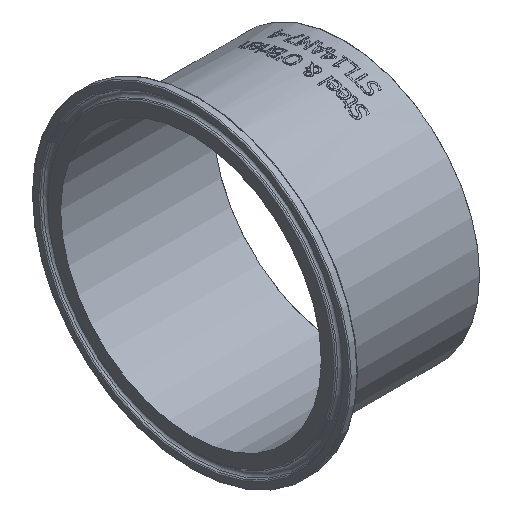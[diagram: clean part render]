
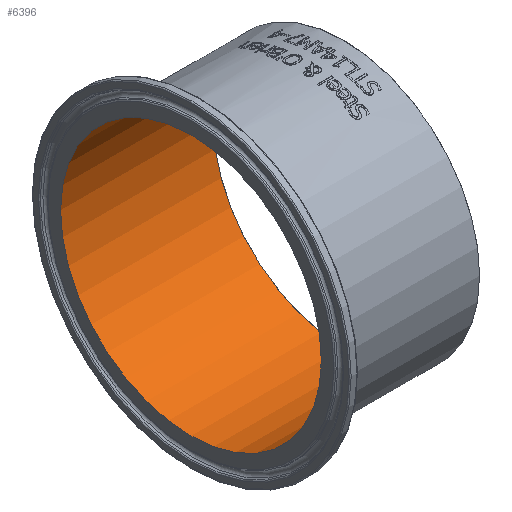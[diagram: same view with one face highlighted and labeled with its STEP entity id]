
A CAD part, isometric view. The second image highlights one B-rep face of the part: STEP entity #6396.
In plain terms, the highlighted cylindrical face has radius 48.692 mm (diameter 97.384 mm), a full revolution.
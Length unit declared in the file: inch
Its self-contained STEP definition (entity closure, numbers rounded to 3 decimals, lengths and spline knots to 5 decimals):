
#116=FACE_BOUND('',#1454,.T.);
#1052=FACE_OUTER_BOUND('',#1453,.T.);
#1453=EDGE_LOOP('',(#5961));
#1454=EDGE_LOOP('',(#5962));
#1641=CIRCLE('',#6834,1.917);
#1643=CIRCLE('',#6838,1.917);
#3162=VERTEX_POINT('',#13434);
#3164=VERTEX_POINT('',#13440);
#4100=EDGE_CURVE('',#3162,#3162,#1641,.T.);
#4102=EDGE_CURVE('',#3164,#3164,#1643,.T.);
#5961=ORIENTED_EDGE('',*,*,#4102,.F.);
#5962=ORIENTED_EDGE('',*,*,#4100,.F.);
#6020=CYLINDRICAL_SURFACE('',#6837,1.917);
#6396=ADVANCED_FACE('',(#1052,#116),#6020,.F.);
#6834=AXIS2_PLACEMENT_3D('',#13435,#8150,#8151);
#6837=AXIS2_PLACEMENT_3D('',#13439,#8156,#8157);
#6838=AXIS2_PLACEMENT_3D('',#13441,#8158,#8159);
#8150=DIRECTION('center_axis',(-1.,0.,0.));
#8151=DIRECTION('ref_axis',(0.,-1.,0.));
#8156=DIRECTION('center_axis',(1.,0.,0.));
#8157=DIRECTION('ref_axis',(0.,1.,0.));
#8158=DIRECTION('center_axis',(1.,0.,0.));
#8159=DIRECTION('ref_axis',(0.,0.,-1.));
#13434=CARTESIAN_POINT('',(2.245,1.917,0.));
#13435=CARTESIAN_POINT('Origin',(2.245,0.,0.));
#13439=CARTESIAN_POINT('Origin',(1.1405,0.,0.));
#13440=CARTESIAN_POINT('',(0.,1.917,0.));
#13441=CARTESIAN_POINT('Origin',(0.,0.,0.));
